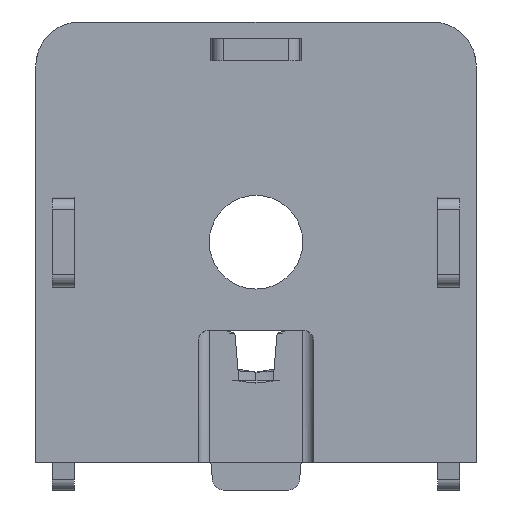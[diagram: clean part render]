
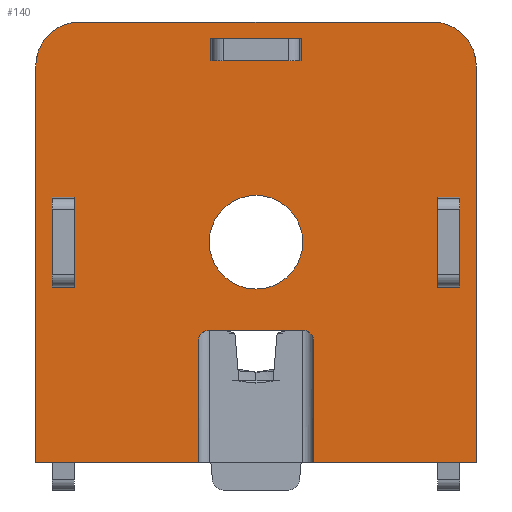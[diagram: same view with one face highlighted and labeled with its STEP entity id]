
A CAD part, left-side view. The second image highlights one B-rep face of the part: STEP entity #140.
In plain terms, the highlighted planar face has unit normal (-1, 0, 0).
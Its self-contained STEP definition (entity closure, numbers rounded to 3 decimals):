
#140=ADVANCED_FACE('NONE',(#353,#354,#355,#356,#357),#358,.F.);
#353=FACE_OUTER_BOUND('',#638,.T.);
#354=FACE_BOUND('',#639,.T.);
#355=FACE_BOUND('',#640,.T.);
#356=FACE_BOUND('',#641,.T.);
#357=FACE_BOUND('',#642,.T.);
#358=PLANE('',#643);
#638=EDGE_LOOP('',(#1010,#1011,#1012,#1013,#1014,#1015,#1016,#1017,#1018,#1019,#1020,#1021));
#639=EDGE_LOOP('',(#1022,#1023,#1024,#1025));
#640=EDGE_LOOP('',(#1026,#1027));
#641=EDGE_LOOP('',(#1028,#1029,#1030,#1031));
#642=EDGE_LOOP('',(#1032,#1033,#1034,#1035));
#643=AXIS2_PLACEMENT_3D('',#1036,#1037,#1038);
#1010=ORIENTED_EDGE('',*,*,#1787,.F.);
#1011=ORIENTED_EDGE('',*,*,#1788,.T.);
#1012=ORIENTED_EDGE('',*,*,#1789,.F.);
#1013=ORIENTED_EDGE('',*,*,#1790,.T.);
#1014=ORIENTED_EDGE('',*,*,#1791,.T.);
#1015=ORIENTED_EDGE('',*,*,#1770,.T.);
#1016=ORIENTED_EDGE('',*,*,#1792,.T.);
#1017=ORIENTED_EDGE('',*,*,#1793,.T.);
#1018=ORIENTED_EDGE('',*,*,#1794,.F.);
#1019=ORIENTED_EDGE('',*,*,#1795,.T.);
#1020=ORIENTED_EDGE('',*,*,#1796,.F.);
#1021=ORIENTED_EDGE('',*,*,#1764,.T.);
#1022=ORIENTED_EDGE('',*,*,#1797,.F.);
#1023=ORIENTED_EDGE('',*,*,#1798,.F.);
#1024=ORIENTED_EDGE('',*,*,#1799,.F.);
#1025=ORIENTED_EDGE('',*,*,#1800,.F.);
#1026=ORIENTED_EDGE('',*,*,#1801,.F.);
#1027=ORIENTED_EDGE('',*,*,#1752,.F.);
#1028=ORIENTED_EDGE('',*,*,#1802,.F.);
#1029=ORIENTED_EDGE('',*,*,#1803,.F.);
#1030=ORIENTED_EDGE('',*,*,#1804,.F.);
#1031=ORIENTED_EDGE('',*,*,#1805,.F.);
#1032=ORIENTED_EDGE('',*,*,#1806,.F.);
#1033=ORIENTED_EDGE('',*,*,#1807,.F.);
#1034=ORIENTED_EDGE('',*,*,#1808,.F.);
#1035=ORIENTED_EDGE('',*,*,#1809,.F.);
#1036=CARTESIAN_POINT('',(-73.116,20.429,75.187));
#1037=DIRECTION('',(1.0,0.,0.));
#1038=DIRECTION('',(0.0,1.0,0.));
#1752=EDGE_CURVE('NONE',#2110,#2112,#2113,.T.);
#1764=EDGE_CURVE('NONE',#2130,#2128,#2131,.T.);
#1770=EDGE_CURVE('NONE',#2142,#2140,#2143,.T.);
#1787=EDGE_CURVE('NONE',#2173,#2128,#2174,.T.);
#1788=EDGE_CURVE('NONE',#2173,#2175,#2176,.T.);
#1789=EDGE_CURVE('NONE',#2177,#2175,#2178,.T.);
#1790=EDGE_CURVE('NONE',#2177,#2179,#2180,.T.);
#1791=EDGE_CURVE('NONE',#2179,#2142,#2181,.T.);
#1792=EDGE_CURVE('NONE',#2140,#2182,#2183,.T.);
#1793=EDGE_CURVE('NONE',#2182,#2184,#2185,.T.);
#1794=EDGE_CURVE('NONE',#2186,#2184,#2187,.T.);
#1795=EDGE_CURVE('NONE',#2186,#2188,#2189,.T.);
#1796=EDGE_CURVE('NONE',#2130,#2188,#2190,.T.);
#1797=EDGE_CURVE('NONE',#2191,#2192,#2193,.T.);
#1798=EDGE_CURVE('NONE',#2194,#2191,#2195,.T.);
#1799=EDGE_CURVE('NONE',#2196,#2194,#2197,.T.);
#1800=EDGE_CURVE('NONE',#2192,#2196,#2198,.T.);
#1801=EDGE_CURVE('NONE',#2112,#2110,#2199,.T.);
#1802=EDGE_CURVE('NONE',#2200,#2201,#2202,.T.);
#1803=EDGE_CURVE('NONE',#2203,#2200,#2204,.T.);
#1804=EDGE_CURVE('NONE',#2205,#2203,#2206,.T.);
#1805=EDGE_CURVE('NONE',#2201,#2205,#2207,.T.);
#1806=EDGE_CURVE('NONE',#2208,#2209,#2210,.T.);
#1807=EDGE_CURVE('NONE',#2211,#2208,#2212,.T.);
#1808=EDGE_CURVE('NONE',#2213,#2211,#2214,.T.);
#1809=EDGE_CURVE('NONE',#2209,#2213,#2215,.T.);
#2110=VERTEX_POINT('NONE',#2712);
#2112=VERTEX_POINT('NONE',#2715);
#2113=CIRCLE('',#2716,4.25);
#2128=VERTEX_POINT('NONE',#2760);
#2130=VERTEX_POINT('NONE',#2763);
#2131=LINE('',#2764,#2765);
#2140=VERTEX_POINT('NONE',#2776);
#2142=VERTEX_POINT('NONE',#2779);
#2143=LINE('',#2780,#2781);
#2173=VERTEX_POINT('NONE',#2824);
#2174=LINE('',#2825,#2826);
#2175=VERTEX_POINT('NONE',#2827);
#2176=CIRCLE('',#2828,4.0);
#2177=VERTEX_POINT('NONE',#2829);
#2178=LINE('',#2830,#2831);
#2179=VERTEX_POINT('NONE',#2832);
#2180=CIRCLE('',#2833,4.0);
#2181=LINE('',#2834,#2835);
#2182=VERTEX_POINT('NONE',#2836);
#2183=LINE('',#2837,#2838);
#2184=VERTEX_POINT('NONE',#2839);
#2185=CIRCLE('',#2840,1.0);
#2186=VERTEX_POINT('NONE',#2841);
#2187=LINE('',#2842,#2843);
#2188=VERTEX_POINT('NONE',#2844);
#2189=CIRCLE('',#2845,1.0);
#2190=LINE('',#2846,#2847);
#2191=VERTEX_POINT('NONE',#2848);
#2192=VERTEX_POINT('NONE',#2849);
#2193=LINE('',#2850,#2851);
#2194=VERTEX_POINT('NONE',#2852);
#2195=LINE('',#2853,#2854);
#2196=VERTEX_POINT('NONE',#2855);
#2197=LINE('',#2856,#2857);
#2198=LINE('',#2858,#2859);
#2199=CIRCLE('',#2860,4.25);
#2200=VERTEX_POINT('NONE',#2861);
#2201=VERTEX_POINT('NONE',#2862);
#2202=LINE('',#2863,#2864);
#2203=VERTEX_POINT('NONE',#2865);
#2204=LINE('',#2866,#2867);
#2205=VERTEX_POINT('NONE',#2868);
#2206=LINE('',#2869,#2870);
#2207=LINE('',#2871,#2872);
#2208=VERTEX_POINT('NONE',#2873);
#2209=VERTEX_POINT('NONE',#2874);
#2210=LINE('',#2875,#2876);
#2211=VERTEX_POINT('NONE',#2877);
#2212=LINE('',#2878,#2879);
#2213=VERTEX_POINT('NONE',#2880);
#2214=LINE('',#2881,#2882);
#2215=LINE('',#2883,#2884);
#2712=CARTESIAN_POINT('',(-73.116,0.429,50.937));
#2715=CARTESIAN_POINT('',(-73.116,0.429,59.437));
#2716=AXIS2_PLACEMENT_3D('',#3386,#3387,#3388);
#2760=CARTESIAN_POINT('',(-73.116,-19.571,35.187));
#2763=CARTESIAN_POINT('',(-73.116,-4.821,35.187));
#2764=CARTESIAN_POINT('',(-73.116,20.429,35.187));
#2765=VECTOR('',#3403,1000.0);
#2776=CARTESIAN_POINT('',(-73.116,5.679,35.187));
#2779=CARTESIAN_POINT('',(-73.116,20.429,35.187));
#2780=CARTESIAN_POINT('',(-73.116,20.429,35.187));
#2781=VECTOR('',#3413,1000.0);
#2824=CARTESIAN_POINT('',(-73.116,-19.571,71.187));
#2825=CARTESIAN_POINT('',(-73.116,-19.571,75.187));
#2826=VECTOR('',#3433,1000.0);
#2827=CARTESIAN_POINT('',(-73.116,-15.571,75.187));
#2828=AXIS2_PLACEMENT_3D('',#3434,#3435,#3436);
#2829=CARTESIAN_POINT('',(-73.116,16.429,75.187));
#2830=CARTESIAN_POINT('',(-73.116,20.429,75.187));
#2831=VECTOR('',#3437,1000.0);
#2832=CARTESIAN_POINT('',(-73.116,20.429,71.187));
#2833=AXIS2_PLACEMENT_3D('',#3438,#3439,#3440);
#2834=CARTESIAN_POINT('',(-73.116,20.429,75.187));
#2835=VECTOR('',#3441,1000.0);
#2836=CARTESIAN_POINT('',(-73.116,5.679,46.187));
#2837=CARTESIAN_POINT('',(-73.116,5.679,35.187));
#2838=VECTOR('',#3442,1000.0);
#2839=CARTESIAN_POINT('',(-73.116,4.679,47.187));
#2840=AXIS2_PLACEMENT_3D('',#3443,#3444,#3445);
#2841=CARTESIAN_POINT('',(-73.116,-3.821,47.187));
#2842=CARTESIAN_POINT('',(-73.116,-4.821,47.187));
#2843=VECTOR('',#3446,1000.0);
#2844=CARTESIAN_POINT('',(-73.116,-4.821,46.187));
#2845=AXIS2_PLACEMENT_3D('',#3447,#3448,#3449);
#2846=CARTESIAN_POINT('',(-73.116,-4.821,35.187));
#2847=VECTOR('',#3450,1000.0);
#2848=CARTESIAN_POINT('',(-73.116,-3.671,71.687));
#2849=CARTESIAN_POINT('',(-73.116,-3.671,73.687));
#2850=CARTESIAN_POINT('',(-73.116,-3.671,73.687));
#2851=VECTOR('',#3451,1000.0);
#2852=CARTESIAN_POINT('',(-73.116,4.529,71.687));
#2853=CARTESIAN_POINT('',(-73.116,-3.671,71.687));
#2854=VECTOR('',#3452,1000.0);
#2855=CARTESIAN_POINT('',(-73.116,4.529,73.687));
#2856=CARTESIAN_POINT('',(-73.116,4.529,73.687));
#2857=VECTOR('',#3453,1000.0);
#2858=CARTESIAN_POINT('',(-73.116,-3.671,73.687));
#2859=VECTOR('',#3454,1000.0);
#2860=AXIS2_PLACEMENT_3D('',#3455,#3456,#3457);
#2861=CARTESIAN_POINT('',(-73.116,16.929,59.287));
#2862=CARTESIAN_POINT('',(-73.116,18.929,59.287));
#2863=CARTESIAN_POINT('',(-73.116,18.929,59.287));
#2864=VECTOR('',#3458,1000.0);
#2865=CARTESIAN_POINT('',(-73.116,16.929,51.087));
#2866=CARTESIAN_POINT('',(-73.116,16.929,59.287));
#2867=VECTOR('',#3459,1000.0);
#2868=CARTESIAN_POINT('',(-73.116,18.929,51.087));
#2869=CARTESIAN_POINT('',(-73.116,18.929,51.087));
#2870=VECTOR('',#3460,1000.0);
#2871=CARTESIAN_POINT('',(-73.116,18.929,59.287));
#2872=VECTOR('',#3461,1000.0);
#2873=CARTESIAN_POINT('',(-73.116,-16.071,51.087));
#2874=CARTESIAN_POINT('',(-73.116,-18.071,51.087));
#2875=CARTESIAN_POINT('',(-73.116,-18.071,51.087));
#2876=VECTOR('',#3462,1000.0);
#2877=CARTESIAN_POINT('',(-73.116,-16.071,59.287));
#2878=CARTESIAN_POINT('',(-73.116,-16.071,51.087));
#2879=VECTOR('',#3463,1000.0);
#2880=CARTESIAN_POINT('',(-73.116,-18.071,59.287));
#2881=CARTESIAN_POINT('',(-73.116,-18.071,59.287));
#2882=VECTOR('',#3464,1000.0);
#2883=CARTESIAN_POINT('',(-73.116,-18.071,51.087));
#2884=VECTOR('',#3465,1000.0);
#3386=CARTESIAN_POINT('',(-73.116,0.429,55.187));
#3387=DIRECTION('',(-1.0,0.0,0.0));
#3388=DIRECTION('',(0.0,0.0,1.0));
#3403=DIRECTION('',(0.,-1.0,0.0));
#3413=DIRECTION('',(0.,-1.0,0.0));
#3433=DIRECTION('',(-0.0,-0.0,-1.0));
#3434=CARTESIAN_POINT('',(-73.116,-15.571,71.187));
#3435=DIRECTION('',(-1.0,0.0,0.0));
#3436=DIRECTION('',(0.0,1.0,0.0));
#3437=DIRECTION('',(0.,-1.0,0.0));
#3438=CARTESIAN_POINT('',(-73.116,16.429,71.187));
#3439=DIRECTION('',(-1.0,0.0,0.0));
#3440=DIRECTION('',(0.0,1.0,0.0));
#3441=DIRECTION('',(-0.0,-0.0,-1.0));
#3442=DIRECTION('',(0.0,0.0,1.0));
#3443=CARTESIAN_POINT('',(-73.116,4.679,46.187));
#3444=DIRECTION('',(1.0,0.0,0.0));
#3445=DIRECTION('',(0.0,1.0,0.0));
#3446=DIRECTION('',(0.0,1.0,0.0));
#3447=CARTESIAN_POINT('',(-73.116,-3.821,46.187));
#3448=DIRECTION('',(1.0,0.0,0.0));
#3449=DIRECTION('',(0.0,1.0,0.0));
#3450=DIRECTION('',(0.0,0.0,1.0));
#3451=DIRECTION('',(0.0,0.,1.0));
#3452=DIRECTION('',(0.0,-1.0,0.));
#3453=DIRECTION('',(0.0,0.,-1.0));
#3454=DIRECTION('',(0.0,1.0,0.));
#3455=CARTESIAN_POINT('',(-73.116,0.429,55.187));
#3456=DIRECTION('',(-1.0,0.0,0.0));
#3457=DIRECTION('',(0.0,0.0,1.0));
#3458=DIRECTION('',(0.0,1.0,0.0));
#3459=DIRECTION('',(0.0,0.0,1.0));
#3460=DIRECTION('',(0.0,-1.0,0.0));
#3461=DIRECTION('',(0.0,0.0,-1.0));
#3462=DIRECTION('',(0.0,-1.0,0.));
#3463=DIRECTION('',(0.0,0.,-1.0));
#3464=DIRECTION('',(0.0,1.0,0.));
#3465=DIRECTION('',(0.0,0.,1.0));
